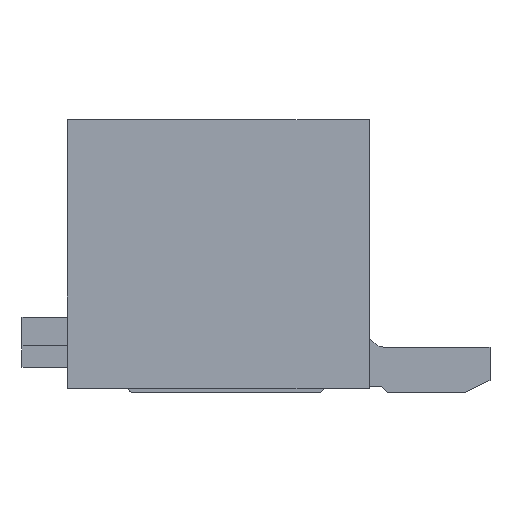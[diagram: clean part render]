
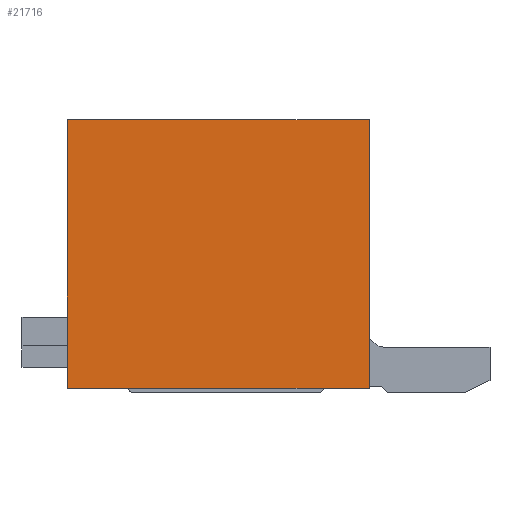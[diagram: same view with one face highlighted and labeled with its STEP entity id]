
A CAD part, left-side view. The second image highlights one B-rep face of the part: STEP entity #21716.
In plain terms, the highlighted planar face has unit normal (-1, 0, 0).
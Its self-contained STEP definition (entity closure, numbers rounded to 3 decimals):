
#43 = PLANE('',#44);
#44 = AXIS2_PLACEMENT_3D('',#45,#46,#47);
#45 = CARTESIAN_POINT('',(0.,0.02,4.52));
#46 = DIRECTION('',(0.,0.,-1.));
#47 = DIRECTION('',(-1.,0.,0.));
#516 = VERTEX_POINT('',#517);
#517 = CARTESIAN_POINT('',(-4.4,-2.855,4.52));
#531 = PLANE('',#532);
#532 = AXIS2_PLACEMENT_3D('',#533,#534,#535);
#533 = CARTESIAN_POINT('',(4.4,-2.855,4.52));
#534 = DIRECTION('',(0.,-1.,0.));
#535 = DIRECTION('',(-1.,0.,0.));
#543 = EDGE_CURVE('',#516,#544,#546,.T.);
#544 = VERTEX_POINT('',#545);
#545 = CARTESIAN_POINT('',(-4.4,2.145,4.52));
#546 = SURFACE_CURVE('',#547,(#551,#558),.PCURVE_S1.);
#547 = LINE('',#548,#549);
#548 = CARTESIAN_POINT('',(-4.4,-2.855,4.52));
#549 = VECTOR('',#550,1.);
#550 = DIRECTION('',(0.,1.,0.));
#551 = PCURVE('',#43,#552);
#552 = DEFINITIONAL_REPRESENTATION('',(#553),#557);
#553 = LINE('',#554,#555);
#554 = CARTESIAN_POINT('',(4.4,-2.875));
#555 = VECTOR('',#556,1.);
#556 = DIRECTION('',(0.,1.));
#557 = ( GEOMETRIC_REPRESENTATION_CONTEXT(2) 
PARAMETRIC_REPRESENTATION_CONTEXT() REPRESENTATION_CONTEXT('2D SPACE',''
  ) );
#558 = PCURVE('',#559,#564);
#559 = PLANE('',#560);
#560 = AXIS2_PLACEMENT_3D('',#561,#562,#563);
#561 = CARTESIAN_POINT('',(-4.4,-2.855,4.52));
#562 = DIRECTION('',(-1.,0.,0.));
#563 = DIRECTION('',(0.,1.,0.));
#564 = DEFINITIONAL_REPRESENTATION('',(#565),#569);
#565 = LINE('',#566,#567);
#566 = CARTESIAN_POINT('',(0.,0.));
#567 = VECTOR('',#568,1.);
#568 = DIRECTION('',(1.,0.));
#569 = ( GEOMETRIC_REPRESENTATION_CONTEXT(2) 
PARAMETRIC_REPRESENTATION_CONTEXT() REPRESENTATION_CONTEXT('2D SPACE',''
  ) );
#587 = PLANE('',#588);
#588 = AXIS2_PLACEMENT_3D('',#589,#590,#591);
#589 = CARTESIAN_POINT('',(4.4,2.145,0.07));
#590 = DIRECTION('',(0.,-1.,0.));
#591 = DIRECTION('',(-1.,0.,0.));
#1059 = VERTEX_POINT('',#1060);
#1060 = CARTESIAN_POINT('',(-4.4,-2.855,0.07));
#1074 = PLANE('',#1075);
#1075 = AXIS2_PLACEMENT_3D('',#1076,#1077,#1078);
#1076 = CARTESIAN_POINT('',(0.,0.02,0.07));
#1077 = DIRECTION('',(0.,0.,-1.));
#1078 = DIRECTION('',(-1.,0.,0.));
#1086 = EDGE_CURVE('',#516,#1059,#1087,.T.);
#1087 = SURFACE_CURVE('',#1088,(#1092,#1099),.PCURVE_S1.);
#1088 = LINE('',#1089,#1090);
#1089 = CARTESIAN_POINT('',(-4.4,-2.855,4.52));
#1090 = VECTOR('',#1091,1.);
#1091 = DIRECTION('',(0.,0.,-1.));
#1092 = PCURVE('',#531,#1093);
#1093 = DEFINITIONAL_REPRESENTATION('',(#1094),#1098);
#1094 = LINE('',#1095,#1096);
#1095 = CARTESIAN_POINT('',(8.8,0.));
#1096 = VECTOR('',#1097,1.);
#1097 = DIRECTION('',(0.,1.));
#1098 = ( GEOMETRIC_REPRESENTATION_CONTEXT(2) 
PARAMETRIC_REPRESENTATION_CONTEXT() REPRESENTATION_CONTEXT('2D SPACE',''
  ) );
#1099 = PCURVE('',#559,#1100);
#1100 = DEFINITIONAL_REPRESENTATION('',(#1101),#1105);
#1101 = LINE('',#1102,#1103);
#1102 = CARTESIAN_POINT('',(0.,0.));
#1103 = VECTOR('',#1104,1.);
#1104 = DIRECTION('',(0.,1.));
#1105 = ( GEOMETRIC_REPRESENTATION_CONTEXT(2) 
PARAMETRIC_REPRESENTATION_CONTEXT() REPRESENTATION_CONTEXT('2D SPACE',''
  ) );
#6164 = EDGE_CURVE('',#6165,#544,#6167,.T.);
#6165 = VERTEX_POINT('',#6166);
#6166 = CARTESIAN_POINT('',(-4.4,2.145,0.07));
#6167 = SURFACE_CURVE('',#6168,(#6172,#6179),.PCURVE_S1.);
#6168 = LINE('',#6169,#6170);
#6169 = CARTESIAN_POINT('',(-4.4,2.145,0.07));
#6170 = VECTOR('',#6171,1.);
#6171 = DIRECTION('',(0.,0.,1.));
#6172 = PCURVE('',#587,#6173);
#6173 = DEFINITIONAL_REPRESENTATION('',(#6174),#6178);
#6174 = LINE('',#6175,#6176);
#6175 = CARTESIAN_POINT('',(8.8,0.));
#6176 = VECTOR('',#6177,1.);
#6177 = DIRECTION('',(0.,-1.));
#6178 = ( GEOMETRIC_REPRESENTATION_CONTEXT(2) 
PARAMETRIC_REPRESENTATION_CONTEXT() REPRESENTATION_CONTEXT('2D SPACE',''
  ) );
#6179 = PCURVE('',#559,#6180);
#6180 = DEFINITIONAL_REPRESENTATION('',(#6181),#6185);
#6181 = LINE('',#6182,#6183);
#6182 = CARTESIAN_POINT('',(5.,4.45));
#6183 = VECTOR('',#6184,1.);
#6184 = DIRECTION('',(0.,-1.));
#6185 = ( GEOMETRIC_REPRESENTATION_CONTEXT(2) 
PARAMETRIC_REPRESENTATION_CONTEXT() REPRESENTATION_CONTEXT('2D SPACE',''
  ) );
#6623 = EDGE_CURVE('',#1059,#6165,#6624,.T.);
#6624 = SURFACE_CURVE('',#6625,(#6629,#6636),.PCURVE_S1.);
#6625 = LINE('',#6626,#6627);
#6626 = CARTESIAN_POINT('',(-4.4,-2.855,0.07));
#6627 = VECTOR('',#6628,1.);
#6628 = DIRECTION('',(0.,1.,0.));
#6629 = PCURVE('',#1074,#6630);
#6630 = DEFINITIONAL_REPRESENTATION('',(#6631),#6635);
#6631 = LINE('',#6632,#6633);
#6632 = CARTESIAN_POINT('',(4.4,-2.875));
#6633 = VECTOR('',#6634,1.);
#6634 = DIRECTION('',(0.,1.));
#6635 = ( GEOMETRIC_REPRESENTATION_CONTEXT(2) 
PARAMETRIC_REPRESENTATION_CONTEXT() REPRESENTATION_CONTEXT('2D SPACE',''
  ) );
#6636 = PCURVE('',#559,#6637);
#6637 = DEFINITIONAL_REPRESENTATION('',(#6638),#6642);
#6638 = LINE('',#6639,#6640);
#6639 = CARTESIAN_POINT('',(0.,4.45));
#6640 = VECTOR('',#6641,1.);
#6641 = DIRECTION('',(1.,0.));
#6642 = ( GEOMETRIC_REPRESENTATION_CONTEXT(2) 
PARAMETRIC_REPRESENTATION_CONTEXT() REPRESENTATION_CONTEXT('2D SPACE',''
  ) );
#21716 = ADVANCED_FACE('',(#21717),#559,.T.);
#21717 = FACE_BOUND('',#21718,.F.);
#21718 = EDGE_LOOP('',(#21719,#21720,#21721,#21722));
#21719 = ORIENTED_EDGE('',*,*,#6164,.T.);
#21720 = ORIENTED_EDGE('',*,*,#543,.F.);
#21721 = ORIENTED_EDGE('',*,*,#1086,.T.);
#21722 = ORIENTED_EDGE('',*,*,#6623,.T.);
